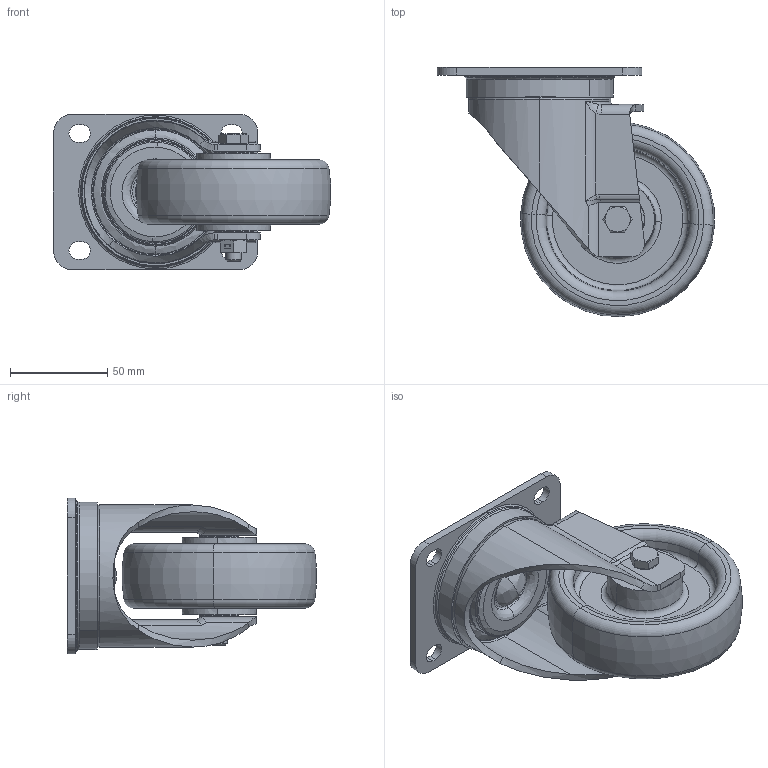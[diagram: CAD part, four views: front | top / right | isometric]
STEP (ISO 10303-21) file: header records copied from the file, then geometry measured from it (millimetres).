
FILE_DESCRIPTION (( 'STEP AP214' ), '1' );
FILE_NAME ('0021072_L-IM-PAM-100-K-3.STEP', '2015-07-09T11:18:14', ( '' ), ( '' ), 'SwSTEP 2.0', 'SolidWorks 2014', '' );
FILE_SCHEMA (( 'AUTOMOTIVE_DESIGN' ));
Length unit declared in the file: millimetre
Products named in the file (1): 0021072_L-IM-PAM-100-K-3
Bounding box: 142.3 x 127.87 x 80 mm (x, y, z)
Volume: 295465.5 mm3; surface area: 120690.3 mm2
Topology: 19 solids, 19 shells, 782 faces, 1859 edges, 1152 vertices
Faces by surface type: plane 343, cylinder 192, bspline 105, cone 94, torus 48
Entity records: 36184 total; most frequent: CARTESIAN_POINT 9395, DIRECTION 3784, ORIENTED_EDGE 3702, EDGE_CURVE 1851, AXIS2_PLACEMENT_3D 1393, VERTEX_POINT 1152, VECTOR 998, LINE 998
